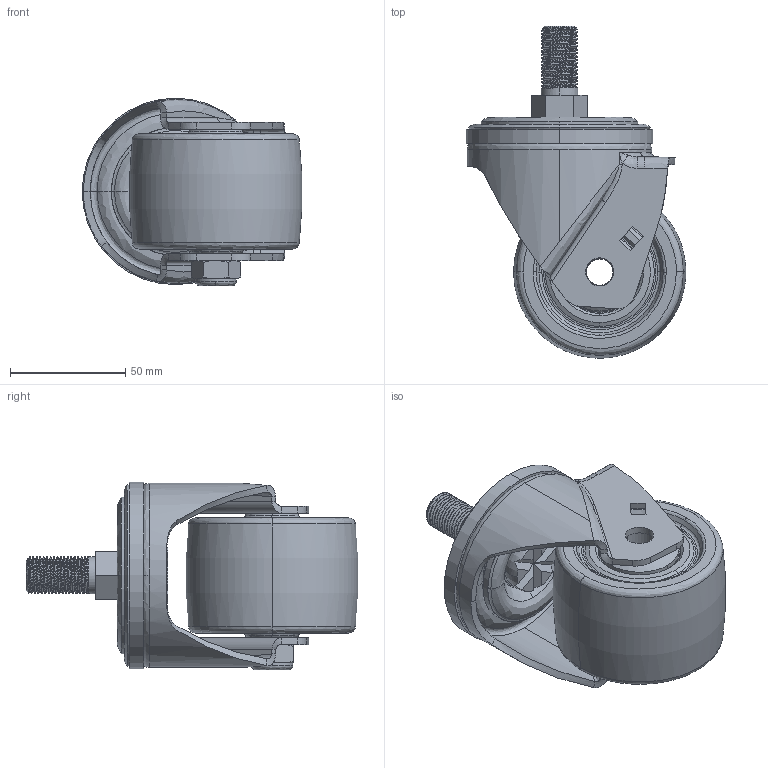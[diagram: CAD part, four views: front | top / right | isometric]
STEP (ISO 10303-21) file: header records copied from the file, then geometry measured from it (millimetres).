
FILE_DESCRIPTION (( 'STEP AP214' ), '1' );
FILE_NAME ('0054912.step', '2022-02-25T10:41:18', ( '' ), ( '' ), 'SwSTEP 2.0', 'SolidWorks 2020', '' );
FILE_SCHEMA (( 'AUTOMOTIVE_DESIGN' ));
Length unit declared in the file: millimetre
Products named in the file (1): 0054912
Bounding box: 95.36 x 144.12 x 81.5 mm (x, y, z)
Volume: 274334.1 mm3; surface area: 103382.4 mm2
Topology: 40 solids, 40 shells, 564 faces, 1437 edges, 891 vertices
Faces by surface type: bspline 193, cylinder 177, plane 125, cone 57, torus 12
Entity records: 40434 total; most frequent: CARTESIAN_POINT 21842, ORIENTED_EDGE 2688, DIRECTION 2156, EDGE_CURVE 1344, AXIS2_PLACEMENT_3D 908, VERTEX_POINT 891, EDGE_LOOP 635, UNCERTAINTY_MEASURE_WITH_UNIT 606
